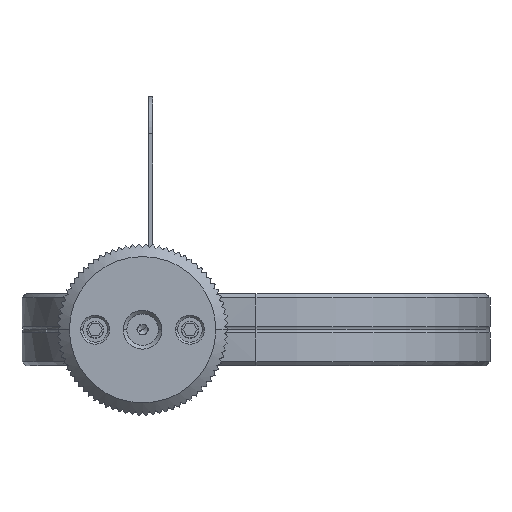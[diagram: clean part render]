
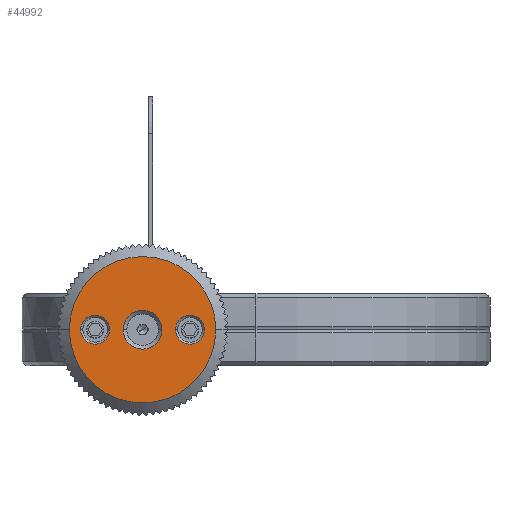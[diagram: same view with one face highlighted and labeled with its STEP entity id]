
A CAD part, left-side view. The second image highlights one B-rep face of the part: STEP entity #44992.
In plain terms, the highlighted planar face has unit normal (-1, 0, 0).
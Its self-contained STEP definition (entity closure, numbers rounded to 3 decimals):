
#203 = ORIENTED_EDGE ( 'NONE', *, *, #53899, .T. ) ;
#517 = VERTEX_POINT ( 'NONE', #48491 ) ;
#670 = CARTESIAN_POINT ( 'NONE',  ( -170.5, 42.5, 8.75 ) ) ;
#683 = VERTEX_POINT ( 'NONE', #35887 ) ;
#819 = CARTESIAN_POINT ( 'NONE',  ( -170.5, 27.5, 8.75 ) ) ;
#1574 = EDGE_LOOP ( 'NONE', ( #58920, #31360 ) ) ;
#1698 = AXIS2_PLACEMENT_3D ( 'NONE', #7427, #39897, #12041 ) ;
#1883 = CARTESIAN_POINT ( 'NONE',  ( -170.5, 39., 8.75 ) ) ;
#2098 = VERTEX_POINT ( 'NONE', #32936 ) ;
#4115 = EDGE_CURVE ( 'NONE', #683, #2098, #30465, .T. ) ;
#4755 = EDGE_CURVE ( 'NONE', #40490, #517, #34660, .T. ) ;
#5469 = DIRECTION ( 'NONE',  ( 0., -1., 0. ) ) ;
#6537 = DIRECTION ( 'NONE',  ( 0., 1., 0. ) ) ;
#7427 = CARTESIAN_POINT ( 'NONE',  ( -170.5, 27.5, 8.75 ) ) ;
#9526 = FACE_OUTER_BOUND ( 'NONE', #56270, .T. ) ;
#11008 = DIRECTION ( 'NONE',  ( 1., 0., 0. ) ) ;
#12041 = DIRECTION ( 'NONE',  ( 0., -1., 0. ) ) ;
#13461 = DIRECTION ( 'NONE',  ( 1., 0., 0. ) ) ;
#14091 = VERTEX_POINT ( 'NONE', #15360 ) ;
#14105 = ORIENTED_EDGE ( 'NONE', *, *, #4115, .T. ) ;
#15360 = CARTESIAN_POINT ( 'NONE',  ( -170.5, 9.75, 8.75 ) ) ;
#15892 = ORIENTED_EDGE ( 'NONE', *, *, #4755, .F. ) ;
#16198 = EDGE_CURVE ( 'NONE', #2098, #683, #27761, .T. ) ;
#16628 = DIRECTION ( 'NONE',  ( -1., 0., 0. ) ) ;
#16828 = ORIENTED_EDGE ( 'NONE', *, *, #40446, .F. ) ;
#17078 = DIRECTION ( 'NONE',  ( 1., 0., 0. ) ) ;
#18137 = ORIENTED_EDGE ( 'NONE', *, *, #16198, .T. ) ;
#18958 = DIRECTION ( 'NONE',  ( 1., 0., 0. ) ) ;
#19762 = CIRCLE ( 'NONE', #47892, 17.75 ) ;
#21574 = CIRCLE ( 'NONE', #23582, 3.5 ) ;
#21842 = FACE_BOUND ( 'NONE', #47061, .T. ) ;
#22226 = CARTESIAN_POINT ( 'NONE',  ( -170.5, 27.5, 8.75 ) ) ;
#23582 = AXIS2_PLACEMENT_3D ( 'NONE', #1883, #34325, #6537 ) ;
#23589 = VERTEX_POINT ( 'NONE', #39020 ) ;
#24375 = AXIS2_PLACEMENT_3D ( 'NONE', #819, #33229, #5469 ) ;
#26461 = CIRCLE ( 'NONE', #45257, 3.5 ) ;
#26889 = PLANE ( 'NONE',  #53213 ) ;
#26921 = DIRECTION ( 'NONE',  ( 0., 1., 0. ) ) ;
#27761 = CIRCLE ( 'NONE', #39241, 3.5 ) ;
#30324 = EDGE_LOOP ( 'NONE', ( #16828, #15892 ) ) ;
#30465 = CIRCLE ( 'NONE', #42681, 3.5 ) ;
#31360 = ORIENTED_EDGE ( 'NONE', *, *, #41960, .T. ) ;
#32664 = AXIS2_PLACEMENT_3D ( 'NONE', #22226, #54711, #26921 ) ;
#32936 = CARTESIAN_POINT ( 'NONE',  ( -170.5, 12.5, 8.75 ) ) ;
#33229 = DIRECTION ( 'NONE',  ( -1., 0., 0. ) ) ;
#34244 = FACE_BOUND ( 'NONE', #1574, .T. ) ;
#34325 = DIRECTION ( 'NONE',  ( 1., 0., 0. ) ) ;
#34660 = CIRCLE ( 'NONE', #24375, 4.7 ) ;
#35216 = CARTESIAN_POINT ( 'NONE',  ( -170.5, 32.2, 8.75 ) ) ;
#35887 = CARTESIAN_POINT ( 'NONE',  ( -170.5, 19.5, 8.75 ) ) ;
#38819 = CARTESIAN_POINT ( 'NONE',  ( -170.5, 16., 8.75 ) ) ;
#39020 = CARTESIAN_POINT ( 'NONE',  ( -170.5, 35.5, 8.75 ) ) ;
#39241 = AXIS2_PLACEMENT_3D ( 'NONE', #46869, #18958, #51490 ) ;
#39897 = DIRECTION ( 'NONE',  ( -1., 0., 0. ) ) ;
#40446 = EDGE_CURVE ( 'NONE', #517, #40490, #48584, .T. ) ;
#40490 = VERTEX_POINT ( 'NONE', #35216 ) ;
#40786 = VERTEX_POINT ( 'NONE', #42092 ) ;
#41348 = CARTESIAN_POINT ( 'NONE',  ( -170.5, 27.5, 8.75 ) ) ;
#41960 = EDGE_CURVE ( 'NONE', #51137, #23589, #26461, .T. ) ;
#42092 = CARTESIAN_POINT ( 'NONE',  ( -170.5, 45.25, 8.75 ) ) ;
#42681 = AXIS2_PLACEMENT_3D ( 'NONE', #38819, #11008, #43516 ) ;
#43516 = DIRECTION ( 'NONE',  ( 0., 1., 0. ) ) ;
#44230 = EDGE_CURVE ( 'NONE', #23589, #51137, #21574, .T. ) ;
#44530 = CARTESIAN_POINT ( 'NONE',  ( -170.5, 27.5, 8.75 ) ) ;
#44988 = CARTESIAN_POINT ( 'NONE',  ( -170.5, 39., 8.75 ) ) ;
#44992 = ADVANCED_FACE ( 'NONE', ( #34244, #21842, #9526, #57439 ), #26889, .F. ) ;
#45257 = AXIS2_PLACEMENT_3D ( 'NONE', #44988, #17078, #49640 ) ;
#46016 = DIRECTION ( 'NONE',  ( 0., 1., 0. ) ) ;
#46869 = CARTESIAN_POINT ( 'NONE',  ( -170.5, 16., 8.75 ) ) ;
#47061 = EDGE_LOOP ( 'NONE', ( #18137, #14105 ) ) ;
#47892 = AXIS2_PLACEMENT_3D ( 'NONE', #44530, #16628, #49180 ) ;
#48491 = CARTESIAN_POINT ( 'NONE',  ( -170.5, 22.8, 8.75 ) ) ;
#48584 = CIRCLE ( 'NONE', #1698, 4.7 ) ;
#49180 = DIRECTION ( 'NONE',  ( 0., 1., 0. ) ) ;
#49640 = DIRECTION ( 'NONE',  ( 0., 1., 0. ) ) ;
#50006 = CIRCLE ( 'NONE', #32664, 17.75 ) ;
#51137 = VERTEX_POINT ( 'NONE', #670 ) ;
#51490 = DIRECTION ( 'NONE',  ( 0., 1., 0. ) ) ;
#53213 = AXIS2_PLACEMENT_3D ( 'NONE', #41348, #13461, #46016 ) ;
#53899 = EDGE_CURVE ( 'NONE', #40786, #14091, #50006, .T. ) ;
#54711 = DIRECTION ( 'NONE',  ( -1., 0., 0. ) ) ;
#56010 = ORIENTED_EDGE ( 'NONE', *, *, #57944, .T. ) ;
#56270 = EDGE_LOOP ( 'NONE', ( #203, #56010 ) ) ;
#57439 = FACE_BOUND ( 'NONE', #30324, .T. ) ;
#57944 = EDGE_CURVE ( 'NONE', #14091, #40786, #19762, .T. ) ;
#58920 = ORIENTED_EDGE ( 'NONE', *, *, #44230, .T. ) ;
